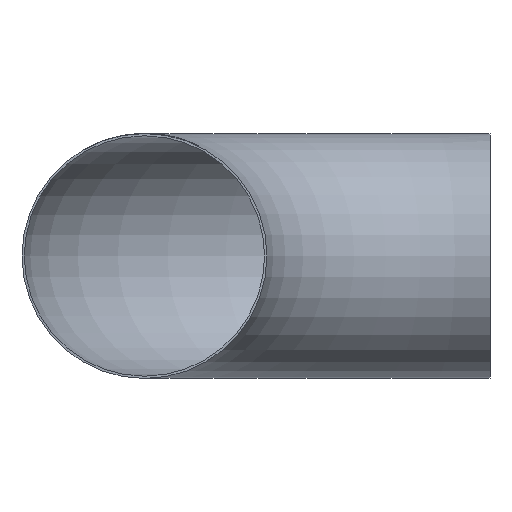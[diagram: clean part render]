
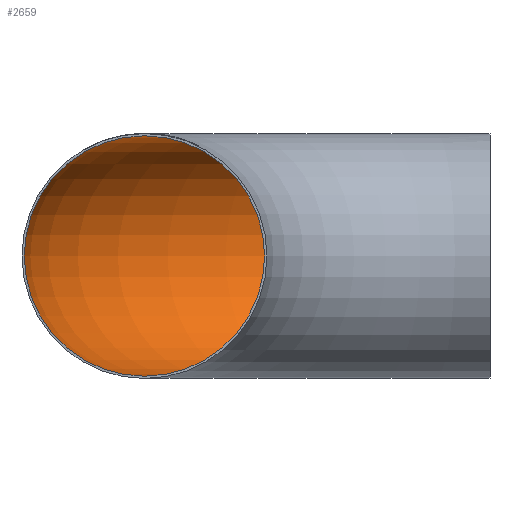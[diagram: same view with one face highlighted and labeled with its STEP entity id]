
A CAD part, front view. The second image highlights one B-rep face of the part: STEP entity #2659.
In plain terms, the highlighted toroidal (fillet/blend) face has major radius 457 mm and minor radius 158.95 mm.
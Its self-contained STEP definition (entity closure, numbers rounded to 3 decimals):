
#65 = VERTEX_POINT ( 'NONE', #9116 ) ;
#524 = CARTESIAN_POINT ( 'NONE',  ( 0., 457., 0. ) ) ;
#821 = AXIS2_PLACEMENT_3D ( 'NONE', #1737, #6191, #2471 ) ;
#1070 = AXIS2_PLACEMENT_3D ( 'NONE', #1856, #1890, #3389 ) ;
#1221 = EDGE_CURVE ( 'NONE', #2549, #2549, #3716, .T. ) ;
#1230 = DIRECTION ( 'NONE',  ( 0., 1., 0. ) ) ;
#1737 = CARTESIAN_POINT ( 'NONE',  ( -457., 0., 0. ) ) ;
#1856 = CARTESIAN_POINT ( 'NONE',  ( 0., 0., 0. ) ) ;
#1890 = DIRECTION ( 'NONE',  ( 0., 0., -1. ) ) ;
#1903 = EDGE_CURVE ( 'NONE', #65, #65, #6397, .T. ) ;
#2471 = DIRECTION ( 'NONE',  ( 0., 0., 1. ) ) ;
#2549 = VERTEX_POINT ( 'NONE', #6779 ) ;
#2659 = ADVANCED_FACE ( 'NONE', ( #4451, #8220 ), #6282, .F. ) ;
#3389 = DIRECTION ( 'NONE',  ( -1., 0., 0. ) ) ;
#3716 = CIRCLE ( 'NONE', #6234, 158.95 ) ;
#4451 = FACE_OUTER_BOUND ( 'NONE', #9246, .T. ) ;
#6191 = DIRECTION ( 'NONE',  ( 0., 1., 0. ) ) ;
#6234 = AXIS2_PLACEMENT_3D ( 'NONE', #524, #6637, #1230 ) ;
#6282 = TOROIDAL_SURFACE ( 'NONE', #1070, 457., 158.95 ) ;
#6397 = CIRCLE ( 'NONE', #821, 158.95 ) ;
#6637 = DIRECTION ( 'NONE',  ( 1., 0., 0. ) ) ;
#6779 = CARTESIAN_POINT ( 'NONE',  ( 0., 615.95, 0. ) ) ;
#6792 = EDGE_LOOP ( 'NONE', ( #9286 ) ) ;
#8220 = FACE_OUTER_BOUND ( 'NONE', #6792, .T. ) ;
#9116 = CARTESIAN_POINT ( 'NONE',  ( -457., 0., 158.95 ) ) ;
#9246 = EDGE_LOOP ( 'NONE', ( #9346 ) ) ;
#9286 = ORIENTED_EDGE ( 'NONE', *, *, #1903, .F. ) ;
#9346 = ORIENTED_EDGE ( 'NONE', *, *, #1221, .T. ) ;
